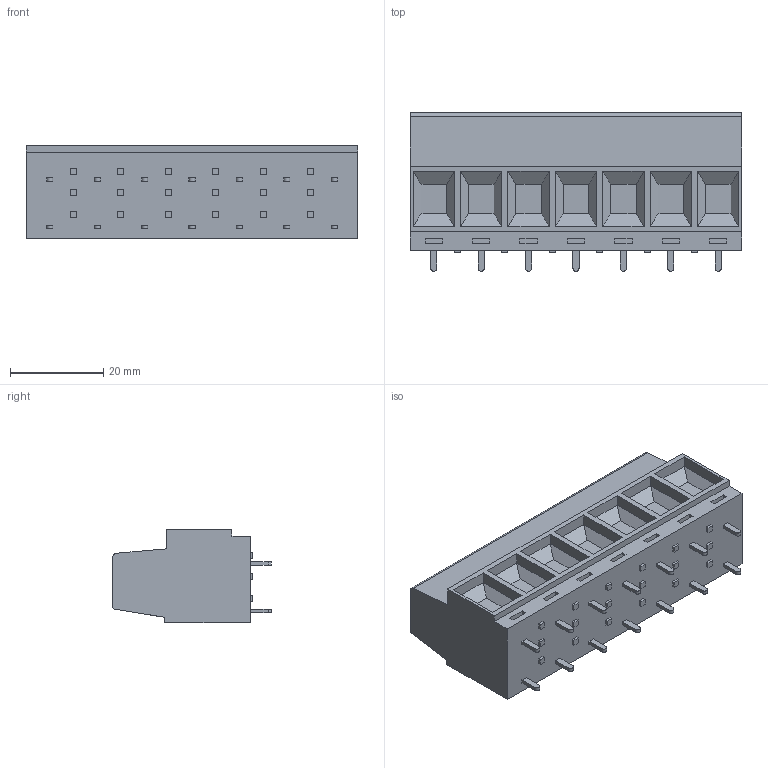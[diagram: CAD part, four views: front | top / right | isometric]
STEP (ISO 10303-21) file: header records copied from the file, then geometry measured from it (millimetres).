
FILE_DESCRIPTION (( 'STEP AP214' ), '1' );
FILE_NAME ('EM292907-UL.STEP', '2019-07-29T20:11:58', ( '' ), ( '' ), 'SwSTEP 2.0', 'SolidWorks 2017', '' );
FILE_SCHEMA (( 'AUTOMOTIVE_DESIGN' ));
Length unit declared in the file: millimetre
Products named in the file (1): EM292907-UL
Bounding box: 71.14 x 34 x 20 mm (x, y, z)
Volume: 31932.4 mm3; surface area: 10382.9 mm2
Topology: 1 solids, 1 shells, 351 faces, 842 edges, 552 vertices
Faces by surface type: plane 307, cylinder 44
Entity records: 10706 total; most frequent: CARTESIAN_POINT 1956, ORIENTED_EDGE 1684, DIRECTION 1550, EDGE_CURVE 842, LINE 698, VECTOR 698, VERTEX_POINT 552, AXIS2_PLACEMENT_3D 426
